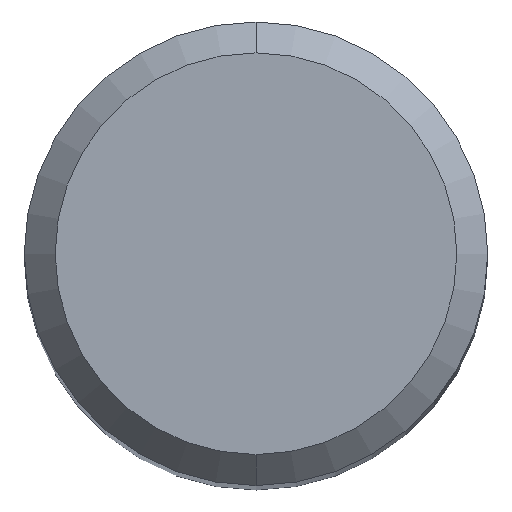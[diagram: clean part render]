
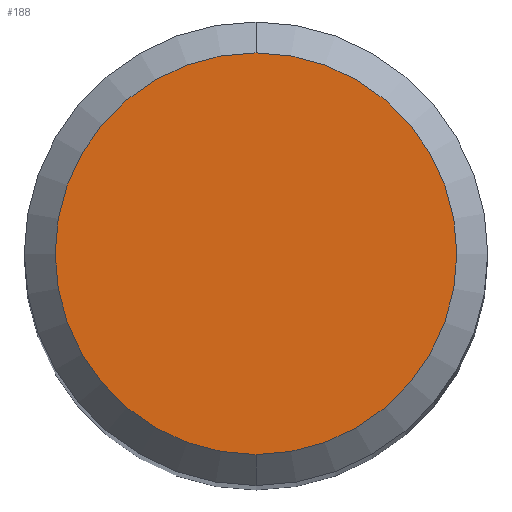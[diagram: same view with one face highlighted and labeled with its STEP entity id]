
A CAD part, top view. The second image highlights one B-rep face of the part: STEP entity #188.
In plain terms, the highlighted planar face has unit normal (0, 0, 1).
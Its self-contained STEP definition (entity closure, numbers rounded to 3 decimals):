
#112=VERTEX_POINT('',#280);
#122=EDGE_CURVE('',#112,#178,#290,.T.);
#178=VERTEX_POINT('',#349);
#188=ADVANCED_FACE('',(#360),#361,.T.);
#246=EDGE_CURVE('',#178,#112,#430,.T.);
#280=CARTESIAN_POINT('',(0.0,2.6,0.0));
#290=CIRCLE('',#470,2.6);
#349=CARTESIAN_POINT('',(0.,-2.6,0.0));
#360=FACE_OUTER_BOUND('',#561,.T.);
#361=PLANE('',#562);
#430=CIRCLE('',#648,2.6);
#470=AXIS2_PLACEMENT_3D('',#678,#679,#680);
#561=EDGE_LOOP('',(#750,#751));
#562=AXIS2_PLACEMENT_3D('',#752,#753,#754);
#648=AXIS2_PLACEMENT_3D('',#868,#869,#870);
#678=CARTESIAN_POINT('',(0.0,0.0,0.0));
#679=DIRECTION('',(0.0,0.0,-1.0));
#680=DIRECTION('',(0.0,1.0,0.0));
#750=ORIENTED_EDGE('',*,*,#122,.F.);
#751=ORIENTED_EDGE('',*,*,#246,.F.);
#752=CARTESIAN_POINT('',(0.0,1.3,0.0));
#753=DIRECTION('',(-0.0,0.0,1.0));
#754=DIRECTION('',(0.0,-1.0,0.0));
#868=CARTESIAN_POINT('',(0.0,0.0,0.0));
#869=DIRECTION('',(0.0,0.0,-1.0));
#870=DIRECTION('',(0.0,1.0,0.0));
